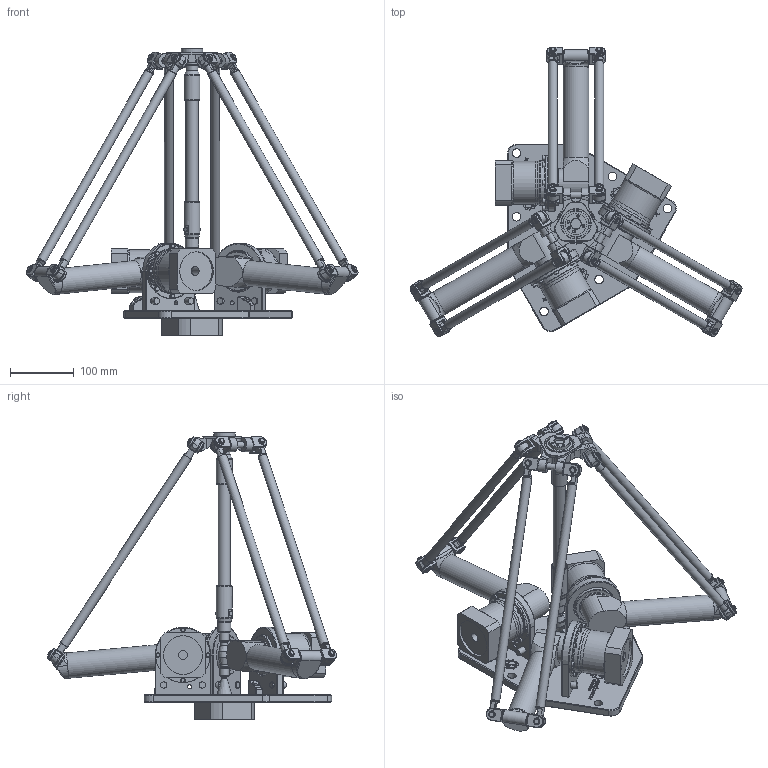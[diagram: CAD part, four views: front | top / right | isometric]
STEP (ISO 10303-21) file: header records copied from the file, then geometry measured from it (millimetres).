
FILE_DESCRIPTION(/* description */ (''),/* implementation_level */ '2;1');
FILE_NAME(/* name */ '3D-model_A_00843.stp',/* time_stamp */ '2022-02-05T10:47:33+01:00',/* author */ ('michael.schutter'),/* organization */ ('Majatronic'),/* preprocessor_version */ 'ST-DEVELOPER v16.5',/* originating_system */ 'Autodesk Inventor 2017',/* authorisation */ '');
FILE_SCHEMA (('AUTOMOTIVE_DESIGN { 1 0 10303 214 3 1 1 }'));
Length unit declared in the file: millimetre
Products named in the file (10): A_00843_DUMMY; MT_WST00103560; MT_WST00103559 Dummy Oberarm; MT_WST00055500MT_WST; MT_WST00057583MT_WST; MT_WST00103555; MT_WST00057585MT_WST; MT_WST00103558; MT_WST00103557; MT_WST00057589MT_WST
Assembly tree (21 placements, depth 2):
  A_00843_DUMMY
    MT_WST00103560
    MT_WST00103559 Dummy Oberarm  x3
    MT_WST00055500MT_WST  x6
    MT_WST00103555  x6
    MT_WST00057583MT_WST
    MT_WST00057585MT_WST
    MT_WST00103558
    MT_WST00103557
    MT_WST00057589MT_WST
Bounding box: 522.32 x 454.97 x 451 mm (x, y, z)
Volume: 5657260.7 mm3; surface area: 944950.4 mm2
Topology: 23 solids, 39 shells, 2491 faces, 5833 edges, 3661 vertices
Faces by surface type: plane 1357, cylinder 702, cone 273, torus 98, bspline 57, sphere 4
Full cylindrical faces by diameter (mm): 3.459 x4, 4 x1, 4.917 x4, 5.9 x2, 6 x1, 6.5 x3, 7 x24, 8 x60, 8.5 x1, 10 x34, 10.376 x1, 11 x2, 12 x12, 13.5 x6, 14 x22, 15 x2, 16 x1, 18 x29, 19 x1, 21 x1, 25 x2, 34 x2, 39.8 x6, 40 x9, 41.6 x2, 45 x1, 46 x3, 46.63 x1, 48 x1, 49.448 x3
Entity records: 51508 total; most frequent: CARTESIAN_POINT 15950, DIRECTION 7352, ORIENTED_EDGE 6604, EDGE_CURVE 3300, AXIS2_PLACEMENT_3D 2705, VERTEX_POINT 2260, EDGE_LOOP 2016, LINE 1942
